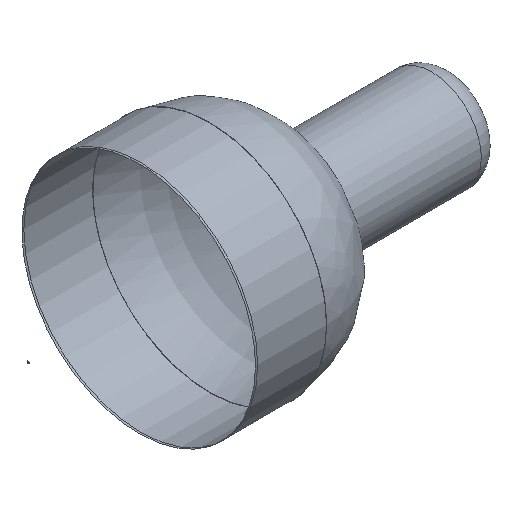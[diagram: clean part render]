
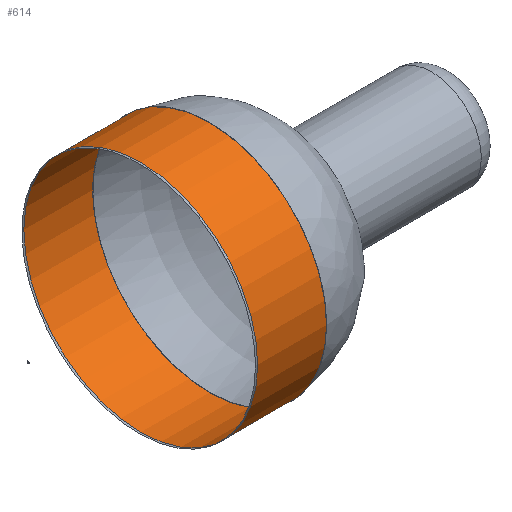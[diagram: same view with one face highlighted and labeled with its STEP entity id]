
A CAD part, isometric view. The second image highlights one B-rep face of the part: STEP entity #614.
In plain terms, the highlighted cylindrical face has radius 8.256 mm (diameter 16.511 mm), a full revolution.
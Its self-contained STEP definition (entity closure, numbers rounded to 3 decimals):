
#513 = ( BOUNDED_SURFACE() B_SPLINE_SURFACE(2,11,(
    (#514,#515,#516,#517,#518,#519,#520,#521,#522,#523,#524,#525)
    ,(#526,#527,#528,#529,#530,#531,#532,#533,#534,#535,#536,#537)
    ,(#538,#539,#540,#541,#542,#543,#544,#545,#546,#547,#548,#549
)),.UNSPECIFIED.,.F.,.T.,.F.) B_SPLINE_SURFACE_WITH_KNOTS((3,3),(12,12),
  (0.,1.),(0.,6.283),.PIECEWISE_BEZIER_KNOTS.) 
GEOMETRIC_REPRESENTATION_ITEM() RATIONAL_B_SPLINE_SURFACE((
    (1.,1.,1.,1.,1.,1.,1.
      ,1.,1.,1.,1.,1.)
    ,(1.,1.,1.,1.
      ,1.,1.,1.,1.
      ,1.,1.,1.,1.)
    ,(1.,1.,1.,1.,1.,1.,1.
,1.,1.,1.,1.,1.))) REPRESENTATION_ITEM('') SURFACE() );
#514 = CARTESIAN_POINT('',(11.317,-8.256,
    0.));
#515 = CARTESIAN_POINT('',(11.317,-8.256,
    -4.716));
#516 = CARTESIAN_POINT('',(11.317,-5.293,
    -9.431));
#517 = CARTESIAN_POINT('',(11.317,0.637,
    -12.079));
#518 = CARTESIAN_POINT('',(11.317,7.883,
    -10.584));
#519 = CARTESIAN_POINT('',(11.317,13.285,
    -4.365));
#520 = CARTESIAN_POINT('',(11.317,13.285,
    4.365));
#521 = CARTESIAN_POINT('',(11.317,7.883,
    10.584));
#522 = CARTESIAN_POINT('',(11.317,0.637,
    12.079));
#523 = CARTESIAN_POINT('',(11.317,-5.293,
    9.431));
#524 = CARTESIAN_POINT('',(11.317,-8.256,
    4.716));
#525 = CARTESIAN_POINT('',(11.317,-8.256,
    0.));
#526 = CARTESIAN_POINT('',(11.313,-8.256,
    0.));
#527 = CARTESIAN_POINT('',(11.313,-8.256,
    -4.716));
#528 = CARTESIAN_POINT('',(11.313,-5.293,
    -9.431));
#529 = CARTESIAN_POINT('',(11.313,0.637,-12.079
    ));
#530 = CARTESIAN_POINT('',(11.313,7.883,-10.584)
  );
#531 = CARTESIAN_POINT('',(11.313,13.285,
    -4.365));
#532 = CARTESIAN_POINT('',(11.313,13.285,
    4.365));
#533 = CARTESIAN_POINT('',(11.313,7.883,
    10.584));
#534 = CARTESIAN_POINT('',(11.313,0.637,
    12.079));
#535 = CARTESIAN_POINT('',(11.313,-5.293,
    9.431));
#536 = CARTESIAN_POINT('',(11.313,-8.256,
    4.716));
#537 = CARTESIAN_POINT('',(11.313,-8.256,
    0.));
#538 = CARTESIAN_POINT('',(11.31,-8.256,
    0.));
#539 = CARTESIAN_POINT('',(11.31,-8.256,
    -4.716));
#540 = CARTESIAN_POINT('',(11.31,-5.293,
    -9.431));
#541 = CARTESIAN_POINT('',(11.31,0.637,
    -12.079));
#542 = CARTESIAN_POINT('',(11.31,7.883,-10.584)
  );
#543 = CARTESIAN_POINT('',(11.31,13.285,
    -4.365));
#544 = CARTESIAN_POINT('',(11.31,13.285,
    4.365));
#545 = CARTESIAN_POINT('',(11.31,7.883,
    10.584));
#546 = CARTESIAN_POINT('',(11.31,0.637,
    12.079));
#547 = CARTESIAN_POINT('',(11.31,-5.293,
    9.431));
#548 = CARTESIAN_POINT('',(11.31,-8.256,
    4.716));
#549 = CARTESIAN_POINT('',(11.31,-8.256,
    0.));
#564 = VERTEX_POINT('',#565);
#565 = CARTESIAN_POINT('',(11.31,-8.256,0.));
#587 = EDGE_CURVE('',#564,#564,#588,.T.);
#588 = SURFACE_CURVE('',#589,(#594,#601),.PCURVE_S1.);
#589 = CIRCLE('',#590,8.256);
#590 = AXIS2_PLACEMENT_3D('',#591,#592,#593);
#591 = CARTESIAN_POINT('',(11.31,0.,0.));
#592 = DIRECTION('',(1.,0.,0.));
#593 = DIRECTION('',(0.,-1.,0.));
#594 = PCURVE('',#513,#595);
#595 = DEFINITIONAL_REPRESENTATION('',(#596),#600);
#596 = LINE('',#597,#598);
#597 = CARTESIAN_POINT('',(1.,0.));
#598 = VECTOR('',#599,1.);
#599 = DIRECTION('',(0.,1.));
#600 = ( GEOMETRIC_REPRESENTATION_CONTEXT(2) 
PARAMETRIC_REPRESENTATION_CONTEXT() REPRESENTATION_CONTEXT('2D SPACE',''
  ) );
#601 = PCURVE('',#602,#607);
#602 = CYLINDRICAL_SURFACE('',#603,8.256);
#603 = AXIS2_PLACEMENT_3D('',#604,#605,#606);
#604 = CARTESIAN_POINT('',(11.31,0.,0.));
#605 = DIRECTION('',(-1.,-0.,-0.));
#606 = DIRECTION('',(0.,-1.,0.));
#607 = DEFINITIONAL_REPRESENTATION('',(#608),#612);
#608 = LINE('',#609,#610);
#609 = CARTESIAN_POINT('',(-0.,0.));
#610 = VECTOR('',#611,1.);
#611 = DIRECTION('',(-1.,0.));
#612 = ( GEOMETRIC_REPRESENTATION_CONTEXT(2) 
PARAMETRIC_REPRESENTATION_CONTEXT() REPRESENTATION_CONTEXT('2D SPACE',''
  ) );
#614 = ADVANCED_FACE('',(#615),#602,.T.);
#615 = FACE_BOUND('',#616,.F.);
#616 = EDGE_LOOP('',(#617,#618,#641,#700));
#617 = ORIENTED_EDGE('',*,*,#587,.T.);
#618 = ORIENTED_EDGE('',*,*,#619,.T.);
#619 = EDGE_CURVE('',#564,#620,#622,.T.);
#620 = VERTEX_POINT('',#621);
#621 = CARTESIAN_POINT('',(6.449,-8.256,0.));
#622 = SEAM_CURVE('',#623,(#627,#634),.PCURVE_S1.);
#623 = LINE('',#624,#625);
#624 = CARTESIAN_POINT('',(11.31,-8.256,0.));
#625 = VECTOR('',#626,1.);
#626 = DIRECTION('',(-1.,-0.,-0.));
#627 = PCURVE('',#602,#628);
#628 = DEFINITIONAL_REPRESENTATION('',(#629),#633);
#629 = LINE('',#630,#631);
#630 = CARTESIAN_POINT('',(-0.,0.));
#631 = VECTOR('',#632,1.);
#632 = DIRECTION('',(-0.,1.));
#633 = ( GEOMETRIC_REPRESENTATION_CONTEXT(2) 
PARAMETRIC_REPRESENTATION_CONTEXT() REPRESENTATION_CONTEXT('2D SPACE',''
  ) );
#634 = PCURVE('',#602,#635);
#635 = DEFINITIONAL_REPRESENTATION('',(#636),#640);
#636 = LINE('',#637,#638);
#637 = CARTESIAN_POINT('',(-6.283,0.));
#638 = VECTOR('',#639,1.);
#639 = DIRECTION('',(-0.,1.));
#640 = ( GEOMETRIC_REPRESENTATION_CONTEXT(2) 
PARAMETRIC_REPRESENTATION_CONTEXT() REPRESENTATION_CONTEXT('2D SPACE',''
  ) );
#641 = ORIENTED_EDGE('',*,*,#642,.F.);
#642 = EDGE_CURVE('',#620,#620,#643,.T.);
#643 = SURFACE_CURVE('',#644,(#649,#656),.PCURVE_S1.);
#644 = CIRCLE('',#645,8.256);
#645 = AXIS2_PLACEMENT_3D('',#646,#647,#648);
#646 = CARTESIAN_POINT('',(6.449,0.,0.));
#647 = DIRECTION('',(1.,0.,0.));
#648 = DIRECTION('',(0.,-1.,0.));
#649 = PCURVE('',#602,#650);
#650 = DEFINITIONAL_REPRESENTATION('',(#651),#655);
#651 = LINE('',#652,#653);
#652 = CARTESIAN_POINT('',(-0.,4.861));
#653 = VECTOR('',#654,1.);
#654 = DIRECTION('',(-1.,0.));
#655 = ( GEOMETRIC_REPRESENTATION_CONTEXT(2) 
PARAMETRIC_REPRESENTATION_CONTEXT() REPRESENTATION_CONTEXT('2D SPACE',''
  ) );
#656 = PCURVE('',#657,#694);
#657 = ( BOUNDED_SURFACE() B_SPLINE_SURFACE(2,11,(
    (#658,#659,#660,#661,#662,#663,#664,#665,#666,#667,#668,#669)
    ,(#670,#671,#672,#673,#674,#675,#676,#677,#678,#679,#680,#681)
    ,(#682,#683,#684,#685,#686,#687,#688,#689,#690,#691,#692,#693
)),.UNSPECIFIED.,.F.,.T.,.F.) B_SPLINE_SURFACE_WITH_KNOTS((3,3),(12,12),
  (0.,1.),(0.,6.283),.PIECEWISE_BEZIER_KNOTS.) 
GEOMETRIC_REPRESENTATION_ITEM() RATIONAL_B_SPLINE_SURFACE((
    (1.,1.,1.,1.,1.,1.,1.
      ,1.,1.,1.,1.,1.)
    ,(0.999,0.999,0.999,0.999
      ,0.999,0.999,0.999,0.999
      ,0.999,0.999,0.999,0.999)
    ,(1.,1.,1.,1.,1.,1.,1.
,1.,1.,1.,1.,1.))) REPRESENTATION_ITEM('') SURFACE() );
#658 = CARTESIAN_POINT('',(6.449,-8.256,
    0.));
#659 = CARTESIAN_POINT('',(6.449,-8.256,
    -4.716));
#660 = CARTESIAN_POINT('',(6.449,-5.293,
    -9.431));
#661 = CARTESIAN_POINT('',(6.449,0.637,-12.079
    ));
#662 = CARTESIAN_POINT('',(6.449,7.883,-10.584)
  );
#663 = CARTESIAN_POINT('',(6.449,13.285,-4.365)
  );
#664 = CARTESIAN_POINT('',(6.449,13.285,4.365)
  );
#665 = CARTESIAN_POINT('',(6.449,7.883,10.584
    ));
#666 = CARTESIAN_POINT('',(6.449,0.637,12.079
    ));
#667 = CARTESIAN_POINT('',(6.449,-5.293,9.431
    ));
#668 = CARTESIAN_POINT('',(6.449,-8.256,4.716
    ));
#669 = CARTESIAN_POINT('',(6.449,-8.256,
    0.));
#670 = CARTESIAN_POINT('',(6.376,-8.256,
    0.));
#671 = CARTESIAN_POINT('',(6.376,-8.256,
    -4.716));
#672 = CARTESIAN_POINT('',(6.376,-5.293,
    -9.431));
#673 = CARTESIAN_POINT('',(6.376,0.637,-12.079
    ));
#674 = CARTESIAN_POINT('',(6.376,7.883,-10.584
    ));
#675 = CARTESIAN_POINT('',(6.376,13.285,
    -4.365));
#676 = CARTESIAN_POINT('',(6.376,13.285,4.365
    ));
#677 = CARTESIAN_POINT('',(6.376,7.883,10.584
    ));
#678 = CARTESIAN_POINT('',(6.376,0.637,12.079
    ));
#679 = CARTESIAN_POINT('',(6.376,-5.293,9.431
    ));
#680 = CARTESIAN_POINT('',(6.376,-8.256,4.716
    ));
#681 = CARTESIAN_POINT('',(6.376,-8.256,
    0.));
#682 = CARTESIAN_POINT('',(6.303,-8.249,
    0.));
#683 = CARTESIAN_POINT('',(6.303,-8.249,
    -4.712));
#684 = CARTESIAN_POINT('',(6.303,-5.289,
    -9.423));
#685 = CARTESIAN_POINT('',(6.303,0.637,-12.069
    ));
#686 = CARTESIAN_POINT('',(6.303,7.876,-10.575)
  );
#687 = CARTESIAN_POINT('',(6.303,13.274,
    -4.361));
#688 = CARTESIAN_POINT('',(6.303,13.274,4.361
    ));
#689 = CARTESIAN_POINT('',(6.303,7.876,10.575
    ));
#690 = CARTESIAN_POINT('',(6.303,0.637,12.069
    ));
#691 = CARTESIAN_POINT('',(6.303,-5.289,9.423
    ));
#692 = CARTESIAN_POINT('',(6.303,-8.249,4.712
    ));
#693 = CARTESIAN_POINT('',(6.303,-8.249,
    0.));
#694 = DEFINITIONAL_REPRESENTATION('',(#695),#699);
#695 = LINE('',#696,#697);
#696 = CARTESIAN_POINT('',(0.,0.));
#697 = VECTOR('',#698,1.);
#698 = DIRECTION('',(0.,1.));
#699 = ( GEOMETRIC_REPRESENTATION_CONTEXT(2) 
PARAMETRIC_REPRESENTATION_CONTEXT() REPRESENTATION_CONTEXT('2D SPACE',''
  ) );
#700 = ORIENTED_EDGE('',*,*,#619,.F.);
